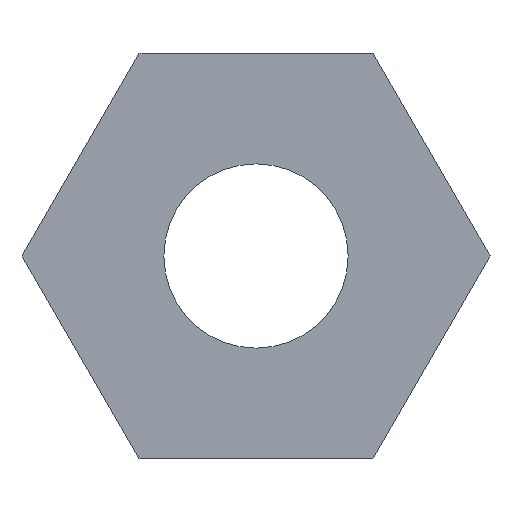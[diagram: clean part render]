
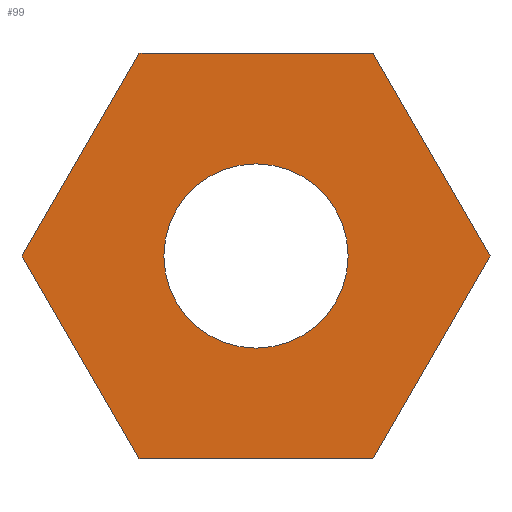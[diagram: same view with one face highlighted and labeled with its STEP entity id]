
A CAD part, front view. The second image highlights one B-rep face of the part: STEP entity #99.
In plain terms, the highlighted planar face has unit normal (0, -1, 0).
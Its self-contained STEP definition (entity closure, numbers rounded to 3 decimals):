
#1 = LINE ( 'NONE', #238, #54 ) ;
#3 = FACE_OUTER_BOUND ( 'NONE', #39, .T. ) ;
#5 = CARTESIAN_POINT ( 'NONE',  ( 0., -20., 0. ) ) ;
#9 = FACE_BOUND ( 'NONE', #50, .T. ) ;
#13 = CARTESIAN_POINT ( 'NONE',  ( 1.588, -20., 2.75 ) ) ;
#14 = CARTESIAN_POINT ( 'NONE',  ( 3.175, -20., 0. ) ) ;
#39 = EDGE_LOOP ( 'NONE', ( #221, #223, #228, #231, #234, #109 ) ) ;
#50 = EDGE_LOOP ( 'NONE', ( #214, #220 ) ) ;
#54 = VECTOR ( 'NONE', #87, 1000. ) ;
#78 = DIRECTION ( 'NONE',  ( -0.5, 0., 0.866 ) ) ;
#87 = DIRECTION ( 'NONE',  ( 0.5, 0., 0.866 ) ) ;
#99 = ADVANCED_FACE ( 'NONE', ( #9, #3 ), #269, .F. ) ;
#109 = ORIENTED_EDGE ( 'NONE', *, *, #177, .F. ) ;
#110 = CARTESIAN_POINT ( 'NONE',  ( -1.588, -20., -2.75 ) ) ;
#113 = VERTEX_POINT ( 'NONE', #249 ) ;
#116 = VERTEX_POINT ( 'NONE', #198 ) ;
#125 = VERTEX_POINT ( 'NONE', #13 ) ;
#145 = DIRECTION ( 'NONE',  ( 1., 0., 0. ) ) ;
#150 = EDGE_CURVE ( 'NONE', #113, #374, #1, .T. ) ;
#152 = EDGE_CURVE ( 'NONE', #374, #125, #165, .T. ) ;
#154 = EDGE_CURVE ( 'NONE', #300, #113, #371, .T. ) ;
#164 = CARTESIAN_POINT ( 'NONE',  ( -1.588, -20., 2.75 ) ) ;
#165 = LINE ( 'NONE', #164, #372 ) ;
#172 = AXIS2_PLACEMENT_3D ( 'NONE', #5, #377, #237 ) ;
#173 = AXIS2_PLACEMENT_3D ( 'NONE', #267, #258, #257 ) ;
#175 = EDGE_CURVE ( 'NONE', #225, #233, #279, .T. ) ;
#177 = EDGE_CURVE ( 'NONE', #116, #252, #250, .T. ) ;
#182 = EDGE_CURVE ( 'NONE', #252, #300, #240, .T. ) ;
#184 = EDGE_CURVE ( 'NONE', #125, #116, #222, .T. ) ;
#198 = CARTESIAN_POINT ( 'NONE',  ( 3.175, -20., 0. ) ) ;
#207 = CIRCLE ( 'NONE', #215, 1.25 ) ;
#212 = VECTOR ( 'NONE', #363, 1000. ) ;
#214 = ORIENTED_EDGE ( 'NONE', *, *, #216, .T. ) ;
#215 = AXIS2_PLACEMENT_3D ( 'NONE', #356, #355, #354 ) ;
#216 = EDGE_CURVE ( 'NONE', #233, #225, #207, .T. ) ;
#220 = ORIENTED_EDGE ( 'NONE', *, *, #175, .T. ) ;
#221 = ORIENTED_EDGE ( 'NONE', *, *, #184, .F. ) ;
#222 = LINE ( 'NONE', #365, #212 ) ;
#223 = ORIENTED_EDGE ( 'NONE', *, *, #152, .F. ) ;
#224 = VECTOR ( 'NONE', #369, 1000. ) ;
#225 = VERTEX_POINT ( 'NONE', #358 ) ;
#228 = ORIENTED_EDGE ( 'NONE', *, *, #150, .F. ) ;
#231 = ORIENTED_EDGE ( 'NONE', *, *, #154, .F. ) ;
#232 = VECTOR ( 'NONE', #376, 1000. ) ;
#233 = VERTEX_POINT ( 'NONE', #364 ) ;
#234 = ORIENTED_EDGE ( 'NONE', *, *, #182, .F. ) ;
#235 = CARTESIAN_POINT ( 'NONE',  ( 1.588, -20., -2.75 ) ) ;
#237 = DIRECTION ( 'NONE',  ( 0., 0., 1. ) ) ;
#238 = CARTESIAN_POINT ( 'NONE',  ( -3.175, -20., 0. ) ) ;
#240 = LINE ( 'NONE', #235, #224 ) ;
#249 = CARTESIAN_POINT ( 'NONE',  ( -3.175, -20., 0. ) ) ;
#250 = LINE ( 'NONE', #14, #232 ) ;
#252 = VERTEX_POINT ( 'NONE', #348 ) ;
#257 = DIRECTION ( 'NONE',  ( 0., 0., 1. ) ) ;
#258 = DIRECTION ( 'NONE',  ( 0., 1., 0. ) ) ;
#267 = CARTESIAN_POINT ( 'NONE',  ( 0., -20., 0. ) ) ;
#269 = PLANE ( 'NONE',  #173 ) ;
#279 = CIRCLE ( 'NONE', #172, 1.25 ) ;
#300 = VERTEX_POINT ( 'NONE', #329 ) ;
#321 = CARTESIAN_POINT ( 'NONE',  ( -1.588, -20., 2.75 ) ) ;
#329 = CARTESIAN_POINT ( 'NONE',  ( -1.588, -20., -2.75 ) ) ;
#345 = VECTOR ( 'NONE', #78, 1000. ) ;
#348 = CARTESIAN_POINT ( 'NONE',  ( 1.588, -20., -2.75 ) ) ;
#354 = DIRECTION ( 'NONE',  ( 0., 0., 1. ) ) ;
#355 = DIRECTION ( 'NONE',  ( 0., 1., 0. ) ) ;
#356 = CARTESIAN_POINT ( 'NONE',  ( 0., -20., 0. ) ) ;
#358 = CARTESIAN_POINT ( 'NONE',  ( 0., -20., -1.25 ) ) ;
#363 = DIRECTION ( 'NONE',  ( 0.5, 0., -0.866 ) ) ;
#364 = CARTESIAN_POINT ( 'NONE',  ( 0., -20., 1.25 ) ) ;
#365 = CARTESIAN_POINT ( 'NONE',  ( 1.588, -20., 2.75 ) ) ;
#369 = DIRECTION ( 'NONE',  ( -1., 0., 0. ) ) ;
#371 = LINE ( 'NONE', #110, #345 ) ;
#372 = VECTOR ( 'NONE', #145, 1000. ) ;
#374 = VERTEX_POINT ( 'NONE', #321 ) ;
#376 = DIRECTION ( 'NONE',  ( -0.5, 0., -0.866 ) ) ;
#377 = DIRECTION ( 'NONE',  ( 0., 1., 0. ) ) ;
